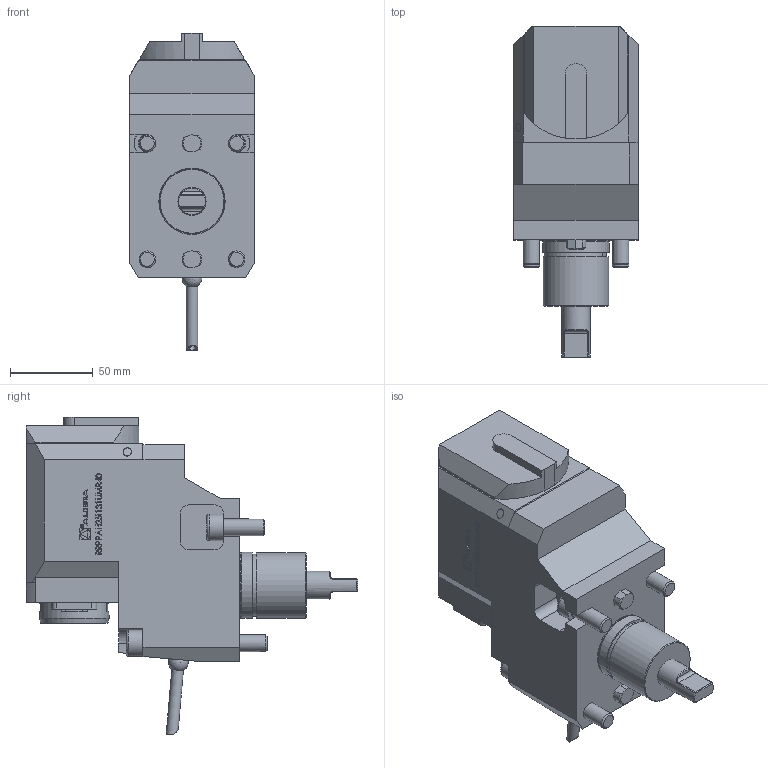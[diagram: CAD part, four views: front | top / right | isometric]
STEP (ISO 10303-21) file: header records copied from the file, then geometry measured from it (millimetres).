
FILE_DESCRIPTION (( 'STEP AP214' ), '1' );
FILE_NAME ('RRPPAH25I131UMR40.STEP', '2025-10-04T05:51:09', ( '' ), ( '' ), 'SwSTEP 2.0', 'SolidWorks 2023', '' );
FILE_SCHEMA (( 'AUTOMOTIVE_DESIGN' ));
Length unit declared in the file: millimetre
Products named in the file (1): RRPPAH25I131UMR40
Bounding box: 75 x 200.2 x 191.77 mm (x, y, z)
Volume: 1104179.5 mm3; surface area: 89966.3 mm2
Topology: 2 solids, 7 shells, 632 faces, 1632 edges, 1074 vertices
Faces by surface type: plane 416, cylinder 103, bspline 80, cone 22, torus 10, sphere 1
Full cylindrical faces by diameter (mm): 1.7 x1, 2.1 x1, 4 x2, 5 x3, 6.366 x1, 7 x1, 8.566 x1, 10 x4, 12 x1, 16 x4, 17 x1, 39.5 x1, 39.6 x1, 40 x1, 42 x1
Entity records: 27952 total; most frequent: CARTESIAN_POINT 9609, ORIENTED_EDGE 3130, DIRECTION 2680, EDGE_CURVE 1565, LINE 1104, VECTOR 1104, VERTEX_POINT 1050, AXIS2_PLACEMENT_3D 788
